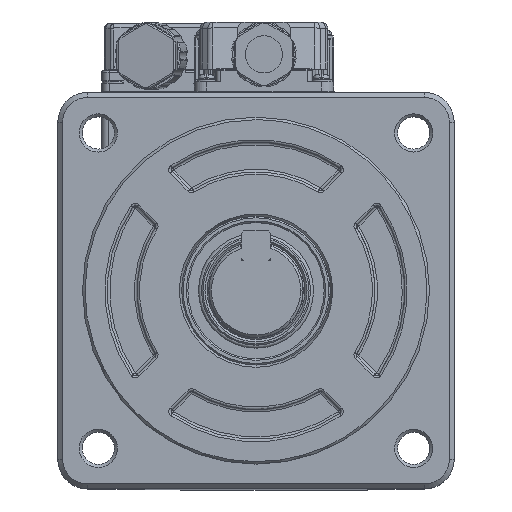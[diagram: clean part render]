
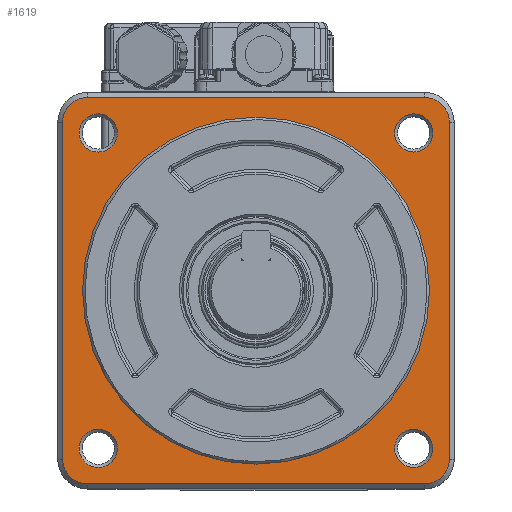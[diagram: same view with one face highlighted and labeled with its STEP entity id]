
A CAD part, top view. The second image highlights one B-rep face of the part: STEP entity #1619.
In plain terms, the highlighted planar face has unit normal (0, 0, 1).
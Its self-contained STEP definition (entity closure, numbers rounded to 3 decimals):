
#613=CARTESIAN_POINT('',(34.,39.,-3.));
#614=VERTEX_POINT('',#613);
#622=CARTESIAN_POINT('',(-34.,39.,-3.));
#623=VERTEX_POINT('',#622);
#630=CARTESIAN_POINT('',(34.,39.,-3.));
#631=DIRECTION('',(-1.,0.,0.));
#632=VECTOR('',#631,68.);
#633=LINE('',#630,#632);
#634=EDGE_CURVE('',#614,#623,#633,.T.);
#1404=CARTESIAN_POINT('',(-39.,34.,-3.));
#1405=VERTEX_POINT('',#1404);
#1412=CARTESIAN_POINT('',(-34.,34.,-3.));
#1413=DIRECTION('',(0.,1.,0.));
#1414=DIRECTION('',(0.,0.,1.));
#1415=AXIS2_PLACEMENT_3D('',#1412,#1414,#1413);
#1416=CIRCLE('',#1415,5.);
#1417=EDGE_CURVE('',#623,#1405,#1416,.T.);
#1427=CARTESIAN_POINT('',(39.,34.,-3.));
#1428=VERTEX_POINT('',#1427);
#1437=CARTESIAN_POINT('',(34.,34.,-3.));
#1438=DIRECTION('',(1.,0.,0.));
#1439=DIRECTION('',(0.,0.,1.));
#1440=AXIS2_PLACEMENT_3D('',#1437,#1439,#1438);
#1441=CIRCLE('',#1440,5.);
#1442=EDGE_CURVE('',#1428,#614,#1441,.T.);
#1447=CARTESIAN_POINT('',(0.,0.,-3.));
#1448=DIRECTION('',(0.,1.,0.));
#1449=DIRECTION('',(0.,-0.,1.));
#1450=AXIS2_PLACEMENT_3D('',#1447,#1449,#1448);
#1451=PLANE('',#1450);
#1452=ORIENTED_EDGE('',*,*,#1442,.T.);
#1453=ORIENTED_EDGE('',*,*,#634,.T.);
#1454=ORIENTED_EDGE('',*,*,#1417,.T.);
#1455=CARTESIAN_POINT('',(-39.,-34.,-3.));
#1456=VERTEX_POINT('',#1455);
#1457=CARTESIAN_POINT('',(-39.,34.,-3.));
#1458=DIRECTION('',(0.,-1.,0.));
#1459=VECTOR('',#1458,68.);
#1460=LINE('',#1457,#1459);
#1461=EDGE_CURVE('',#1405,#1456,#1460,.T.);
#1462=ORIENTED_EDGE('',*,*,#1461,.T.);
#1463=CARTESIAN_POINT('',(-34.,-39.,-3.));
#1464=VERTEX_POINT('',#1463);
#1465=CARTESIAN_POINT('',(-34.,-34.,-3.));
#1466=DIRECTION('',(-1.,0.,0.));
#1467=DIRECTION('',(0.,0.,1.));
#1468=AXIS2_PLACEMENT_3D('',#1465,#1467,#1466);
#1469=CIRCLE('',#1468,5.);
#1470=EDGE_CURVE('',#1456,#1464,#1469,.T.);
#1471=ORIENTED_EDGE('',*,*,#1470,.T.);
#1472=CARTESIAN_POINT('',(34.,-39.,-3.));
#1473=VERTEX_POINT('',#1472);
#1474=CARTESIAN_POINT('',(-34.,-39.,-3.));
#1475=DIRECTION('',(1.,0.,0.));
#1476=VECTOR('',#1475,68.);
#1477=LINE('',#1474,#1476);
#1478=EDGE_CURVE('',#1464,#1473,#1477,.T.);
#1479=ORIENTED_EDGE('',*,*,#1478,.T.);
#1480=CARTESIAN_POINT('',(39.,-34.,-3.));
#1481=VERTEX_POINT('',#1480);
#1482=CARTESIAN_POINT('',(34.,-34.,-3.));
#1483=DIRECTION('',(0.,-1.,0.));
#1484=DIRECTION('',(0.,0.,1.));
#1485=AXIS2_PLACEMENT_3D('',#1482,#1484,#1483);
#1486=CIRCLE('',#1485,5.);
#1487=EDGE_CURVE('',#1473,#1481,#1486,.T.);
#1488=ORIENTED_EDGE('',*,*,#1487,.T.);
#1489=CARTESIAN_POINT('',(39.,-34.,-3.));
#1490=DIRECTION('',(0.,1.,0.));
#1491=VECTOR('',#1490,68.);
#1492=LINE('',#1489,#1491);
#1493=EDGE_CURVE('',#1481,#1428,#1492,.T.);
#1494=ORIENTED_EDGE('',*,*,#1493,.T.);
#1495=EDGE_LOOP('',(#1452,#1453,#1454,#1462,#1471,#1479,#1488,#1494));
#1496=FACE_OUTER_BOUND('',#1495,.T.);
#1497=CARTESIAN_POINT('',(35.,0.,-3.));
#1498=VERTEX_POINT('',#1497);
#1499=CARTESIAN_POINT('',(0.,0.,-3.));
#1500=DIRECTION('',(1.,0.,0.));
#1501=DIRECTION('',(0.,0.,1.));
#1502=AXIS2_PLACEMENT_3D('',#1499,#1501,#1500);
#1503=CIRCLE('',#1502,35.);
#1504=EDGE_CURVE('',#1498,#1498,#1503,.T.);
#1505=ORIENTED_EDGE('',*,*,#1504,.F.);
#1506=EDGE_LOOP('',(#1505));
#1507=FACE_BOUND('',#1506,.T.);
#1508=CARTESIAN_POINT('',(-27.97,-31.82,-3.));
#1509=VERTEX_POINT('',#1508);
#1510=CARTESIAN_POINT('',(-27.97,-31.82,-3.));
#1511=CARTESIAN_POINT('',(-27.97,-32.509,-3.));
#1512=CARTESIAN_POINT('',(-28.209,-33.157,-3.));
#1513=CARTESIAN_POINT('',(-28.342,-33.514,-3.));
#1514=CARTESIAN_POINT('',(-28.542,-33.84,-3.));
#1515=CARTESIAN_POINT('',(-28.753,-34.182,-3.));
#1516=CARTESIAN_POINT('',(-29.031,-34.474,-3.));
#1517=CARTESIAN_POINT('',(-29.316,-34.774,-3.));
#1518=CARTESIAN_POINT('',(-29.659,-35.007,-3.));
#1519=CARTESIAN_POINT('',(-30.005,-35.241,-3.));
#1520=CARTESIAN_POINT('',(-30.394,-35.396,-3.));
#1521=CARTESIAN_POINT('',(-30.775,-35.548,-3.));
#1522=CARTESIAN_POINT('',(-31.181,-35.617,-3.));
#1523=CARTESIAN_POINT('',(-31.572,-35.682,-3.));
#1524=CARTESIAN_POINT('',(-31.968,-35.667,-3.));
#1525=CARTESIAN_POINT('',(-32.694,-35.639,-3.));
#1526=CARTESIAN_POINT('',(-33.361,-35.348,-3.));
#1527=CARTESIAN_POINT('',(-33.969,-35.082,-3.));
#1528=CARTESIAN_POINT('',(-34.454,-34.628,-3.));
#1529=CARTESIAN_POINT('',(-35.009,-34.107,-3.));
#1530=CARTESIAN_POINT('',(-35.325,-33.412,-3.));
#1531=CARTESIAN_POINT('',(-35.493,-33.042,-3.));
#1532=CARTESIAN_POINT('',(-35.581,-32.644,-3.));
#1533=CARTESIAN_POINT('',(-35.67,-32.237,-3.));
#1534=CARTESIAN_POINT('',(-35.67,-31.82,-3.));
#1535=CARTESIAN_POINT('',(-35.67,-31.404,-3.));
#1536=CARTESIAN_POINT('',(-35.581,-30.996,-3.));
#1537=CARTESIAN_POINT('',(-35.494,-30.599,-3.));
#1538=CARTESIAN_POINT('',(-35.325,-30.227,-3.));
#1539=CARTESIAN_POINT('',(-35.01,-29.534,-3.));
#1540=CARTESIAN_POINT('',(-34.454,-29.012,-3.));
#1541=CARTESIAN_POINT('',(-33.97,-28.558,-3.));
#1542=CARTESIAN_POINT('',(-33.361,-28.292,-3.));
#1543=CARTESIAN_POINT('',(-32.695,-28.001,-3.));
#1544=CARTESIAN_POINT('',(-31.968,-27.973,-3.));
#1545=CARTESIAN_POINT('',(-31.573,-27.957,-3.));
#1546=CARTESIAN_POINT('',(-31.181,-28.023,-3.));
#1547=CARTESIAN_POINT('',(-30.776,-28.091,-3.));
#1548=CARTESIAN_POINT('',(-30.394,-28.244,-3.));
#1549=CARTESIAN_POINT('',(-30.006,-28.398,-3.));
#1550=CARTESIAN_POINT('',(-29.659,-28.633,-3.));
#1551=CARTESIAN_POINT('',(-29.317,-28.865,-3.));
#1552=CARTESIAN_POINT('',(-29.031,-29.166,-3.));
#1553=CARTESIAN_POINT('',(-28.754,-29.457,-3.));
#1554=CARTESIAN_POINT('',(-28.542,-29.8,-3.));
#1555=CARTESIAN_POINT('',(-28.342,-30.124,-3.));
#1556=CARTESIAN_POINT('',(-28.209,-30.483,-3.));
#1557=CARTESIAN_POINT('',(-27.97,-31.13,-3.));
#1558=CARTESIAN_POINT('',(-27.97,-31.82,-3.));
#1559=B_SPLINE_CURVE_WITH_KNOTS('',2,(#1510,#1511,#1512,#1513,#1514,#1515,#1516,#1517,#1518,#1519,#1520,#1521,#1522,#1523,#1524,#1525,#1526,#1527,#1528,#1529,#1530,#1531,#1532,#1533,#1534,#1535,#1536,#1537,#1538,#1539,#1540,#1541,#1542,#1543,#1544,#1545,#1546,#1547,#1548,#1549,#1550,#1551,#1552,#1553,#1554,#1555,#1556,#1557,#1558),.UNSPECIFIED.,.T.,.U.,(3,2,2,2,2,2,2,2,2,2,2,2,2,2,2,2,2,2,2,2,2,2,2,2,3),(0.,0.063,0.094,0.125,0.156,0.188,0.219,0.25,0.313,0.375,0.438,0.469,0.5,0.531,0.563,0.625,0.688,0.75,0.781,0.813,0.844,0.875,0.906,0.938,1.),.UNSPECIFIED.);
#1560=EDGE_CURVE('',#1509,#1509,#1559,.T.);
#1561=ORIENTED_EDGE('',*,*,#1560,.T.);
#1562=EDGE_LOOP('',(#1561));
#1563=FACE_BOUND('',#1562,.T.);
#1564=CARTESIAN_POINT('',(35.67,31.82,-3.));
#1565=VERTEX_POINT('',#1564);
#1566=CARTESIAN_POINT('',(31.82,31.82,-3.));
#1567=DIRECTION('',(1.,0.,0.));
#1568=DIRECTION('',(0.,0.,-1.));
#1569=AXIS2_PLACEMENT_3D('',#1566,#1568,#1567);
#1570=CIRCLE('',#1569,3.85);
#1571=EDGE_CURVE('',#1565,#1565,#1570,.T.);
#1572=ORIENTED_EDGE('',*,*,#1571,.T.);
#1573=EDGE_LOOP('',(#1572));
#1574=FACE_BOUND('',#1573,.T.);
#1575=CARTESIAN_POINT('',(-27.97,31.82,-3.));
#1576=VERTEX_POINT('',#1575);
#1577=CARTESIAN_POINT('',(-27.97,31.82,-3.));
#1578=CARTESIAN_POINT('',(-27.97,31.952,-3.));
#1579=CARTESIAN_POINT('',(-27.988,32.217,-3.));
#1580=CARTESIAN_POINT('',(-28.288,34.382,-3.));
#1581=CARTESIAN_POINT('',(-30.107,35.831,-3.));
#1582=CARTESIAN_POINT('',(-34.167,35.483,-3.));
#1583=CARTESIAN_POINT('',(-35.699,33.784,-3.));
#1584=CARTESIAN_POINT('',(-35.638,29.659,-3.));
#1585=CARTESIAN_POINT('',(-33.931,27.97,-3.));
#1586=CARTESIAN_POINT('',(-31.707,27.97,-3.));
#1587=CARTESIAN_POINT('',(-31.481,27.983,-3.));
#1588=CARTESIAN_POINT('',(-29.427,28.225,-3.));
#1589=CARTESIAN_POINT('',(-27.97,29.866,-3.));
#1590=CARTESIAN_POINT('',(-27.97,31.82,-3.));
#1591=B_SPLINE_CURVE_WITH_KNOTS('',3,(#1577,#1578,#1579,#1580,#1581,#1582,#1583,#1584,#1585,#1586,#1587,#1588,#1589,#1590),.UNSPECIFIED.,.T.,.U.,(4,2,2,2,2,2,4),(0.,0.021,0.345,0.666,1.,1.018,1.327),.UNSPECIFIED.);
#1592=EDGE_CURVE('',#1576,#1576,#1591,.T.);
#1593=ORIENTED_EDGE('',*,*,#1592,.F.);
#1594=EDGE_LOOP('',(#1593));
#1595=FACE_BOUND('',#1594,.T.);
#1596=CARTESIAN_POINT('',(35.67,-31.82,-3.));
#1597=VERTEX_POINT('',#1596);
#1598=CARTESIAN_POINT('',(31.82,-35.67,-3.));
#1599=VERTEX_POINT('',#1598);
#1600=CARTESIAN_POINT('',(31.82,-31.82,-3.));
#1601=DIRECTION('',(1.,0.,0.));
#1602=DIRECTION('',(0.,0.,-1.));
#1603=AXIS2_PLACEMENT_3D('',#1600,#1602,#1601);
#1604=CIRCLE('',#1603,3.85);
#1605=EDGE_CURVE('',#1597,#1599,#1604,.T.);
#1606=ORIENTED_EDGE('',*,*,#1605,.T.);
#1607=CARTESIAN_POINT('',(31.82,-35.67,-3.));
#1608=CARTESIAN_POINT('',(29.253,-35.67,-3.));
#1609=CARTESIAN_POINT('',(27.97,-33.745,-3.));
#1610=CARTESIAN_POINT('',(27.97,-31.82,-3.));
#1611=CARTESIAN_POINT('',(27.97,-24.12,-3.));
#1612=CARTESIAN_POINT('',(35.67,-24.12,-3.));
#1613=CARTESIAN_POINT('',(35.67,-31.82,-3.));
#1614=(BOUNDED_CURVE()B_SPLINE_CURVE(3,(#1607,#1608,#1609,#1610,#1611,#1612,#1613),.UNSPECIFIED.,.F.,.U.)B_SPLINE_CURVE_WITH_KNOTS((4,3,4),(0.,0.333,1.),.UNSPECIFIED.)CURVE()GEOMETRIC_REPRESENTATION_ITEM()RATIONAL_B_SPLINE_CURVE((0.5,0.5,0.667,1.,0.333,0.333,1.))REPRESENTATION_ITEM(''));
#1615=EDGE_CURVE('',#1599,#1597,#1614,.T.);
#1616=ORIENTED_EDGE('',*,*,#1615,.T.);
#1617=EDGE_LOOP('',(#1606,#1616));
#1618=FACE_BOUND('',#1617,.T.);
#1619=ADVANCED_FACE('',(#1496,#1507,#1563,#1574,#1595,#1618),#1451,.T.);
